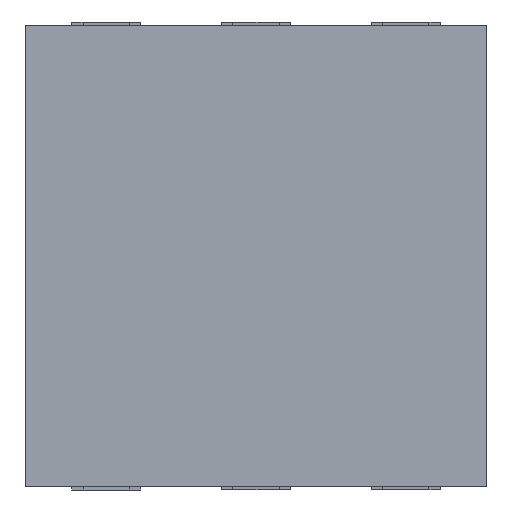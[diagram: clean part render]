
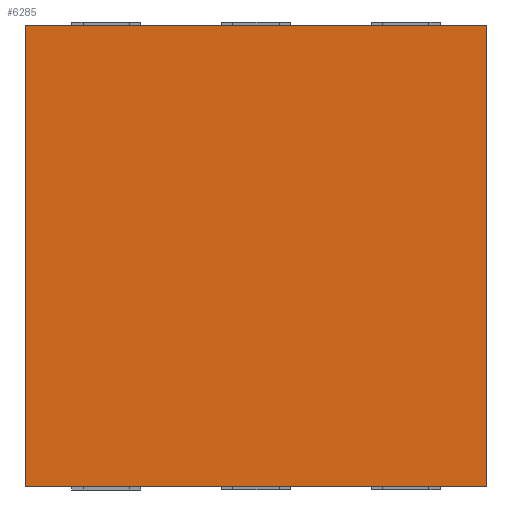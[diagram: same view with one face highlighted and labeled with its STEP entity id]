
A CAD part, left-side view. The second image highlights one B-rep face of the part: STEP entity #6285.
In plain terms, the highlighted planar face has unit normal (-1, 0, 0).
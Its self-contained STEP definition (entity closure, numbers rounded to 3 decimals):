
#1002=ORIENTED_EDGE('',*,*,#2395,.F.);
#1003=ORIENTED_EDGE('',*,*,#2410,.F.);
#1004=ORIENTED_EDGE('',*,*,#2408,.F.);
#1005=ORIENTED_EDGE('',*,*,#2406,.F.);
#2395=EDGE_CURVE('',#3180,#3181,#3875,.T.);
#2406=EDGE_CURVE('',#3181,#3184,#3886,.T.);
#2408=EDGE_CURVE('',#3184,#3185,#3888,.T.);
#2410=EDGE_CURVE('',#3185,#3180,#3890,.T.);
#3180=VERTEX_POINT('',#10493);
#3181=VERTEX_POINT('',#10495);
#3184=VERTEX_POINT('',#10511);
#3185=VERTEX_POINT('',#10515);
#3875=LINE('',#10494,#4698);
#3886=LINE('',#10510,#4709);
#3888=LINE('',#10514,#4711);
#3890=LINE('',#10518,#4713);
#4698=VECTOR('',#8741,1000.);
#4709=VECTOR('',#8756,1000.);
#4711=VECTOR('',#8760,1000.);
#4713=VECTOR('',#8764,1000.);
#5319=EDGE_LOOP('',(#1002,#1003,#1004,#1005));
#5673=FACE_BOUND('',#5319,.T.);
#5985=PLANE('',#7797);
#6285=ADVANCED_FACE('',(#5673),#5985,.F.);
#7797=AXIS2_PLACEMENT_3D('',#10519,#8765,#8766);
#8741=DIRECTION('',(0.,0.,-1.));
#8756=DIRECTION('',(0.,1.,0.));
#8760=DIRECTION('',(0.,0.,1.));
#8764=DIRECTION('',(0.,-1.,0.));
#8765=DIRECTION('',(1.,0.,0.));
#8766=DIRECTION('',(0.,0.,-1.));
#10493=CARTESIAN_POINT('',(-0.5,-1.,1.));
#10494=CARTESIAN_POINT('',(-0.5,-1.,1.));
#10495=CARTESIAN_POINT('',(-0.5,-1.,-1.));
#10510=CARTESIAN_POINT('',(-0.5,-1.,-1.));
#10511=CARTESIAN_POINT('',(-0.5,1.,-1.));
#10514=CARTESIAN_POINT('',(-0.5,1.,-1.));
#10515=CARTESIAN_POINT('',(-0.5,1.,1.));
#10518=CARTESIAN_POINT('',(-0.5,1.,1.));
#10519=CARTESIAN_POINT('',(-0.5,0.,0.));
